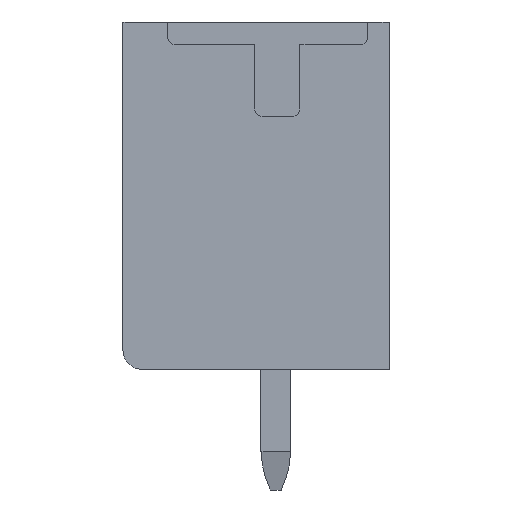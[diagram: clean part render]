
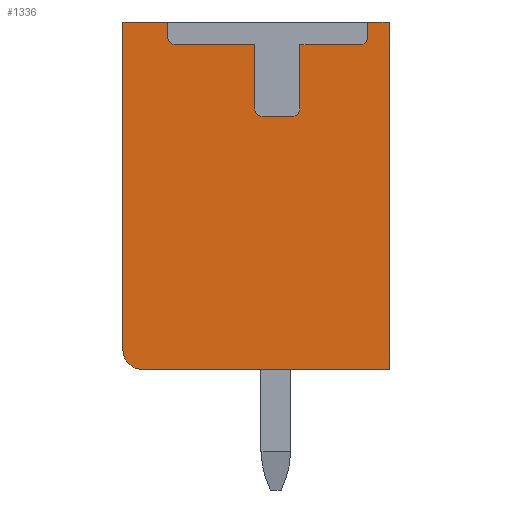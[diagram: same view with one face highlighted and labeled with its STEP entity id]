
A CAD part, left-side view. The second image highlights one B-rep face of the part: STEP entity #1336.
In plain terms, the highlighted planar face has unit normal (-1, 0, 0).
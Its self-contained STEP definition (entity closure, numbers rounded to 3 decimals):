
#1221=AXIS2_PLACEMENT_3D('Plane Axis2P3D',#1218,#1219,#1220) ;
#1232=AXIS2_PLACEMENT_3D('Circle Axis2P3D',#1230,#1231,$) ;
#1251=AXIS2_PLACEMENT_3D('Circle Axis2P3D',#1249,#1250,$) ;
#1272=AXIS2_PLACEMENT_3D('Circle Axis2P3D',#1270,#1271,$) ;
#1286=AXIS2_PLACEMENT_3D('Circle Axis2P3D',#1284,#1285,$) ;
#1307=AXIS2_PLACEMENT_3D('Circle Axis2P3D',#1305,#1306,$) ;
#824=CARTESIAN_POINT('Vertex',(0.3,0.56,12.4)) ;
#829=CARTESIAN_POINT('Line Origine',(0.3,0.28,12.4)) ;
#833=CARTESIAN_POINT('Vertex',(0.3,0.,12.4)) ;
#882=CARTESIAN_POINT('Vertex',(0.3,7.05,12.4)) ;
#885=CARTESIAN_POINT('Line Origine',(0.3,6.455,12.4)) ;
#889=CARTESIAN_POINT('Vertex',(0.3,5.86,12.4)) ;
#1195=CARTESIAN_POINT('Vertex',(0.3,0.56,12.)) ;
#1200=CARTESIAN_POINT('Line Origine',(0.3,0.56,12.2)) ;
#1218=CARTESIAN_POINT('Axis2P3D Location',(0.3,0.,0.)) ;
#1223=CARTESIAN_POINT('Line Origine',(0.3,7.05,8.05)) ;
#1227=CARTESIAN_POINT('Vertex',(0.3,7.05,3.7)) ;
#1230=CARTESIAN_POINT('Axis2P3D Location',(0.3,6.55,3.7)) ;
#1234=CARTESIAN_POINT('Vertex',(0.3,6.55,3.2)) ;
#1237=CARTESIAN_POINT('Line Origine',(0.3,3.275,3.2)) ;
#1241=CARTESIAN_POINT('Vertex',(0.3,0.,3.2)) ;
#1244=CARTESIAN_POINT('Line Origine',(0.3,0.,7.8)) ;
#1249=CARTESIAN_POINT('Axis2P3D Location',(0.3,0.76,12.)) ;
#1253=CARTESIAN_POINT('Vertex',(0.3,0.76,11.8)) ;
#1256=CARTESIAN_POINT('Line Origine',(0.3,1.56,11.8)) ;
#1260=CARTESIAN_POINT('Vertex',(0.3,2.36,11.8)) ;
#1263=CARTESIAN_POINT('Line Origine',(0.3,2.36,10.95)) ;
#1267=CARTESIAN_POINT('Vertex',(0.3,2.36,10.1)) ;
#1270=CARTESIAN_POINT('Axis2P3D Location',(0.3,2.56,10.1)) ;
#1274=CARTESIAN_POINT('Vertex',(0.3,2.56,9.9)) ;
#1277=CARTESIAN_POINT('Line Origine',(0.3,2.96,9.9)) ;
#1281=CARTESIAN_POINT('Vertex',(0.3,3.36,9.9)) ;
#1284=CARTESIAN_POINT('Axis2P3D Location',(0.3,3.36,10.1)) ;
#1288=CARTESIAN_POINT('Vertex',(0.3,3.56,10.1)) ;
#1291=CARTESIAN_POINT('Line Origine',(0.3,3.56,10.95)) ;
#1295=CARTESIAN_POINT('Vertex',(0.3,3.56,11.8)) ;
#1298=CARTESIAN_POINT('Line Origine',(0.3,4.61,11.8)) ;
#1302=CARTESIAN_POINT('Vertex',(0.3,5.66,11.8)) ;
#1305=CARTESIAN_POINT('Axis2P3D Location',(0.3,5.66,12.)) ;
#1309=CARTESIAN_POINT('Vertex',(0.3,5.86,12.)) ;
#1312=CARTESIAN_POINT('Line Origine',(0.3,5.86,12.2)) ;
#830=DIRECTION('Vector Direction',(0.,-1.,0.)) ;
#886=DIRECTION('Vector Direction',(0.,-1.,0.)) ;
#1201=DIRECTION('Vector Direction',(0.,0.,-1.)) ;
#1219=DIRECTION('Axis2P3D Direction',(-1.,0.,0.)) ;
#1220=DIRECTION('Axis2P3D XDirection',(0.,-1.,0.)) ;
#1224=DIRECTION('Vector Direction',(0.,0.,1.)) ;
#1231=DIRECTION('Axis2P3D Direction',(-1.,0.,0.)) ;
#1238=DIRECTION('Vector Direction',(0.,1.,0.)) ;
#1245=DIRECTION('Vector Direction',(0.,0.,-1.)) ;
#1250=DIRECTION('Axis2P3D Direction',(-1.,0.,0.)) ;
#1257=DIRECTION('Vector Direction',(0.,1.,0.)) ;
#1264=DIRECTION('Vector Direction',(0.,0.,-1.)) ;
#1271=DIRECTION('Axis2P3D Direction',(-1.,0.,0.)) ;
#1278=DIRECTION('Vector Direction',(0.,1.,0.)) ;
#1285=DIRECTION('Axis2P3D Direction',(-1.,0.,0.)) ;
#1292=DIRECTION('Vector Direction',(0.,0.,1.)) ;
#1299=DIRECTION('Vector Direction',(0.,1.,0.)) ;
#1306=DIRECTION('Axis2P3D Direction',(-1.,0.,0.)) ;
#1313=DIRECTION('Vector Direction',(0.,0.,1.)) ;
#831=VECTOR('Line Direction',#830,1.) ;
#887=VECTOR('Line Direction',#886,1.) ;
#1202=VECTOR('Line Direction',#1201,1.) ;
#1225=VECTOR('Line Direction',#1224,1.) ;
#1239=VECTOR('Line Direction',#1238,1.) ;
#1246=VECTOR('Line Direction',#1245,1.) ;
#1258=VECTOR('Line Direction',#1257,1.) ;
#1265=VECTOR('Line Direction',#1264,1.) ;
#1279=VECTOR('Line Direction',#1278,1.) ;
#1293=VECTOR('Line Direction',#1292,1.) ;
#1300=VECTOR('Line Direction',#1299,1.) ;
#1314=VECTOR('Line Direction',#1313,1.) ;
#1318=ORIENTED_EDGE('',*,*,#891,.T.) ;
#1319=ORIENTED_EDGE('',*,*,#1229,.T.) ;
#1320=ORIENTED_EDGE('',*,*,#1236,.T.) ;
#1321=ORIENTED_EDGE('',*,*,#1243,.T.) ;
#1322=ORIENTED_EDGE('',*,*,#1248,.T.) ;
#1323=ORIENTED_EDGE('',*,*,#835,.T.) ;
#1324=ORIENTED_EDGE('',*,*,#1204,.F.) ;
#1325=ORIENTED_EDGE('',*,*,#1255,.F.) ;
#1326=ORIENTED_EDGE('',*,*,#1262,.F.) ;
#1327=ORIENTED_EDGE('',*,*,#1269,.F.) ;
#1328=ORIENTED_EDGE('',*,*,#1276,.F.) ;
#1329=ORIENTED_EDGE('',*,*,#1283,.F.) ;
#1330=ORIENTED_EDGE('',*,*,#1290,.F.) ;
#1331=ORIENTED_EDGE('',*,*,#1297,.F.) ;
#1332=ORIENTED_EDGE('',*,*,#1304,.F.) ;
#1333=ORIENTED_EDGE('',*,*,#1311,.F.) ;
#1334=ORIENTED_EDGE('',*,*,#1316,.F.) ;
#1336=ADVANCED_FACE('HOUSING',(#1335),#1222,.T.) ;
#1233=CIRCLE('generated circle',#1232,0.5) ;
#1252=CIRCLE('generated circle',#1251,0.2) ;
#1273=CIRCLE('generated circle',#1272,0.2) ;
#1287=CIRCLE('generated circle',#1286,0.2) ;
#1308=CIRCLE('generated circle',#1307,0.2) ;
#835=EDGE_CURVE('',#834,#825,#832,.F.) ;
#891=EDGE_CURVE('',#890,#883,#888,.F.) ;
#1204=EDGE_CURVE('',#1196,#825,#1203,.F.) ;
#1229=EDGE_CURVE('',#883,#1228,#1226,.F.) ;
#1236=EDGE_CURVE('',#1228,#1235,#1233,.T.) ;
#1243=EDGE_CURVE('',#1235,#1242,#1240,.F.) ;
#1248=EDGE_CURVE('',#1242,#834,#1247,.F.) ;
#1255=EDGE_CURVE('',#1254,#1196,#1252,.T.) ;
#1262=EDGE_CURVE('',#1261,#1254,#1259,.F.) ;
#1269=EDGE_CURVE('',#1268,#1261,#1266,.F.) ;
#1276=EDGE_CURVE('',#1275,#1268,#1273,.T.) ;
#1283=EDGE_CURVE('',#1282,#1275,#1280,.F.) ;
#1290=EDGE_CURVE('',#1289,#1282,#1287,.T.) ;
#1297=EDGE_CURVE('',#1296,#1289,#1294,.F.) ;
#1304=EDGE_CURVE('',#1303,#1296,#1301,.F.) ;
#1311=EDGE_CURVE('',#1310,#1303,#1308,.T.) ;
#1316=EDGE_CURVE('',#890,#1310,#1315,.F.) ;
#1317=EDGE_LOOP('',(#1318,#1319,#1320,#1321,#1322,#1323,#1324,#1325,#1326,#1327,#1328,#1329,#1330,#1331,#1332,#1333,#1334)) ;
#1335=FACE_OUTER_BOUND('',#1317,.T.) ;
#832=LINE('Line',#829,#831) ;
#888=LINE('Line',#885,#887) ;
#1203=LINE('Line',#1200,#1202) ;
#1226=LINE('Line',#1223,#1225) ;
#1240=LINE('Line',#1237,#1239) ;
#1247=LINE('Line',#1244,#1246) ;
#1259=LINE('Line',#1256,#1258) ;
#1266=LINE('Line',#1263,#1265) ;
#1280=LINE('Line',#1277,#1279) ;
#1294=LINE('Line',#1291,#1293) ;
#1301=LINE('Line',#1298,#1300) ;
#1315=LINE('Line',#1312,#1314) ;
#1222=PLANE('',#1221) ;
#825=VERTEX_POINT('',#824) ;
#834=VERTEX_POINT('',#833) ;
#883=VERTEX_POINT('',#882) ;
#890=VERTEX_POINT('',#889) ;
#1196=VERTEX_POINT('',#1195) ;
#1228=VERTEX_POINT('',#1227) ;
#1235=VERTEX_POINT('',#1234) ;
#1242=VERTEX_POINT('',#1241) ;
#1254=VERTEX_POINT('',#1253) ;
#1261=VERTEX_POINT('',#1260) ;
#1268=VERTEX_POINT('',#1267) ;
#1275=VERTEX_POINT('',#1274) ;
#1282=VERTEX_POINT('',#1281) ;
#1289=VERTEX_POINT('',#1288) ;
#1296=VERTEX_POINT('',#1295) ;
#1303=VERTEX_POINT('',#1302) ;
#1310=VERTEX_POINT('',#1309) ;
